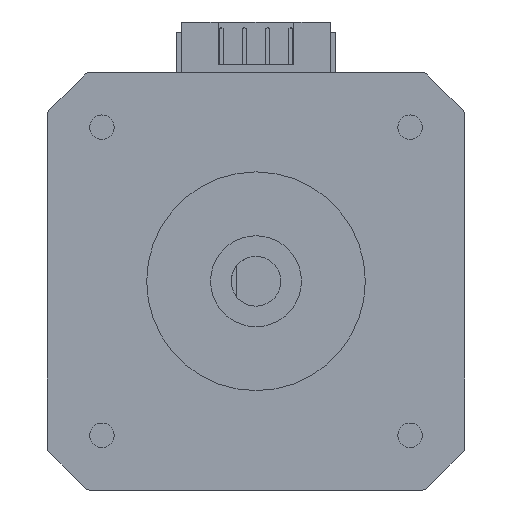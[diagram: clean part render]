
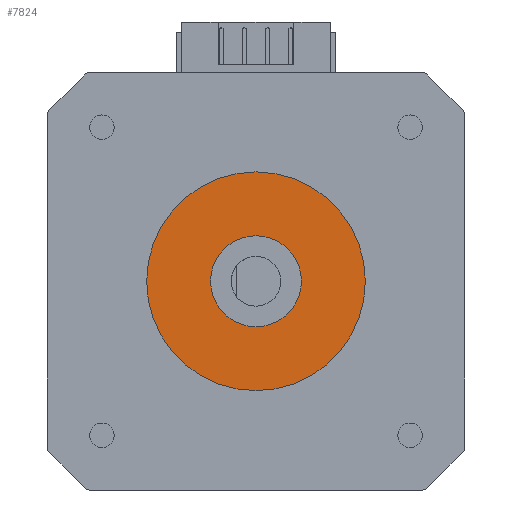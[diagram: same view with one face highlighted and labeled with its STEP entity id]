
A CAD part, front view. The second image highlights one B-rep face of the part: STEP entity #7824.
In plain terms, the highlighted planar face has unit normal (0, -1, 0).
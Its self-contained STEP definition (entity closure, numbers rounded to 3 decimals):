
#275 = ORIENTED_EDGE ( 'NONE', *, *, #5753, .T. ) ;
#479 = DIRECTION ( 'NONE',  ( 1., 0., 0. ) ) ;
#481 = EDGE_CURVE ( 'NONE', #1499, #2117, #6729, .T. ) ;
#520 = DIRECTION ( 'NONE',  ( 0., 1., 0. ) ) ;
#562 = CARTESIAN_POINT ( 'NONE',  ( 0., -2., 4.572 ) ) ;
#719 = AXIS2_PLACEMENT_3D ( 'NONE', #3626, #8417, #6513 ) ;
#738 = AXIS2_PLACEMENT_3D ( 'NONE', #3680, #520, #479 ) ;
#917 = VERTEX_POINT ( 'NONE', #3195 ) ;
#1213 = DIRECTION ( 'NONE',  ( 0., 1., 0. ) ) ;
#1499 = VERTEX_POINT ( 'NONE', #7353 ) ;
#1760 = FACE_BOUND ( 'NONE', #3658, .T. ) ;
#2117 = VERTEX_POINT ( 'NONE', #8420 ) ;
#2422 = CIRCLE ( 'NONE', #5949, 4.572 ) ;
#2557 = CIRCLE ( 'NONE', #5379, 11. ) ;
#2564 = CARTESIAN_POINT ( 'NONE',  ( 0., -2., 0. ) ) ;
#3025 = ORIENTED_EDGE ( 'NONE', *, *, #481, .F. ) ;
#3032 = EDGE_LOOP ( 'NONE', ( #5792, #3025 ) ) ;
#3195 = CARTESIAN_POINT ( 'NONE',  ( 0., -2., -4.572 ) ) ;
#3573 = CARTESIAN_POINT ( 'NONE',  ( 0., -2., 0. ) ) ;
#3626 = CARTESIAN_POINT ( 'NONE',  ( 0., -2., 0. ) ) ;
#3658 = EDGE_LOOP ( 'NONE', ( #275, #6591 ) ) ;
#3680 = CARTESIAN_POINT ( 'NONE',  ( 0., -2., 0. ) ) ;
#3714 = VERTEX_POINT ( 'NONE', #562 ) ;
#3768 = PLANE ( 'NONE',  #738 ) ;
#4285 = DIRECTION ( 'NONE',  ( 1., 0., 0. ) ) ;
#4635 = EDGE_CURVE ( 'NONE', #3714, #917, #8472, .T. ) ;
#5109 = FACE_OUTER_BOUND ( 'NONE', #3032, .T. ) ;
#5268 = DIRECTION ( 'NONE',  ( 0., 1., 0. ) ) ;
#5379 = AXIS2_PLACEMENT_3D ( 'NONE', #2564, #5268, #7966 ) ;
#5753 = EDGE_CURVE ( 'NONE', #917, #3714, #2422, .T. ) ;
#5792 = ORIENTED_EDGE ( 'NONE', *, *, #7046, .F. ) ;
#5796 = DIRECTION ( 'NONE',  ( 1., 0., 0. ) ) ;
#5949 = AXIS2_PLACEMENT_3D ( 'NONE', #8412, #1213, #5796 ) ;
#6151 = AXIS2_PLACEMENT_3D ( 'NONE', #3573, #8022, #4285 ) ;
#6513 = DIRECTION ( 'NONE',  ( 1., 0., 0. ) ) ;
#6591 = ORIENTED_EDGE ( 'NONE', *, *, #4635, .T. ) ;
#6729 = CIRCLE ( 'NONE', #6151, 11. ) ;
#7046 = EDGE_CURVE ( 'NONE', #2117, #1499, #2557, .T. ) ;
#7353 = CARTESIAN_POINT ( 'NONE',  ( 0., -2., -11. ) ) ;
#7824 = ADVANCED_FACE ( 'NONE', ( #5109, #1760 ), #3768, .F. ) ;
#7966 = DIRECTION ( 'NONE',  ( 1., 0., 0. ) ) ;
#8022 = DIRECTION ( 'NONE',  ( 0., 1., 0. ) ) ;
#8412 = CARTESIAN_POINT ( 'NONE',  ( 0., -2., 0. ) ) ;
#8417 = DIRECTION ( 'NONE',  ( 0., 1., 0. ) ) ;
#8420 = CARTESIAN_POINT ( 'NONE',  ( 0., -2., 11. ) ) ;
#8472 = CIRCLE ( 'NONE', #719, 4.572 ) ;
